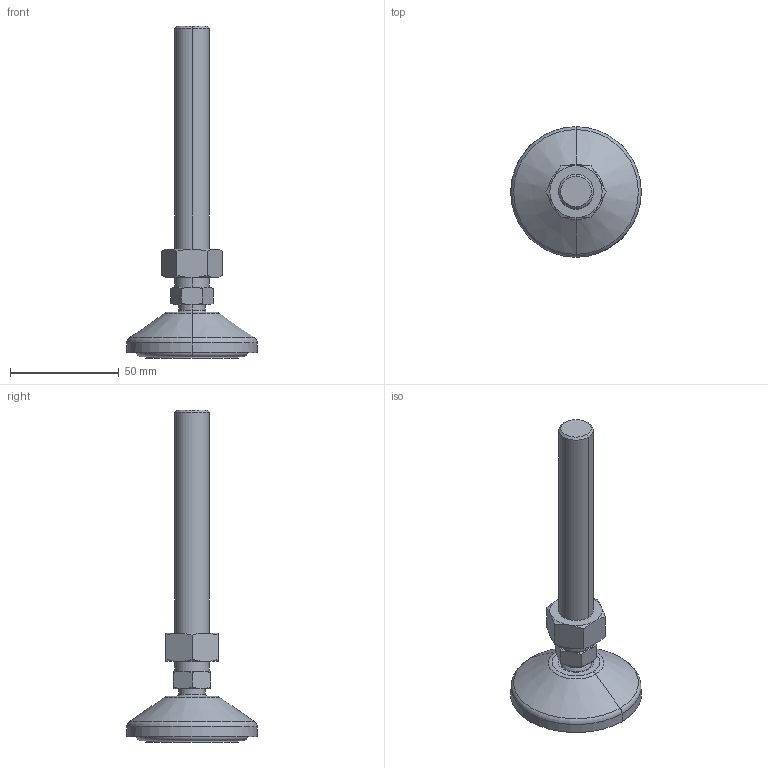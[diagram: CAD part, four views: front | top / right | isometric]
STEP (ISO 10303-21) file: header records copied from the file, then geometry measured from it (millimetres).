
FILE_DESCRIPTION(('STEP AP214'),'1');
FILE_NAME('00009244_201804091123500204_0005.stp','2018-04-09T09:23:50',('MiniTec Maschinenbau GmbH & Co.KG'),(''),'Spatial InterOp 3D postprocessed',' ',' ');
FILE_SCHEMA(('AUTOMOTIVE_DESIGN'));
Length unit declared in the file: millimetre
Products named in the file (1): 2018_04_09__11-23-50-289
Bounding box: 60 x 60 x 152.5 mm (x, y, z)
Volume: 70021.3 mm3; surface area: 15379.2 mm2
Topology: 1 solids, 1 shells, 74 faces, 154 edges, 90 vertices
Faces by surface type: cone 30, plane 22, torus 10, cylinder 10, sphere 2
Entity records: 2251 total; most frequent: CARTESIAN_POINT 511, DIRECTION 334, ORIENTED_EDGE 308, EDGE_CURVE 154, AXIS2_PLACEMENT_3D 153, VERTEX_POINT 90, EDGE_LOOP 82, CIRCLE 78
